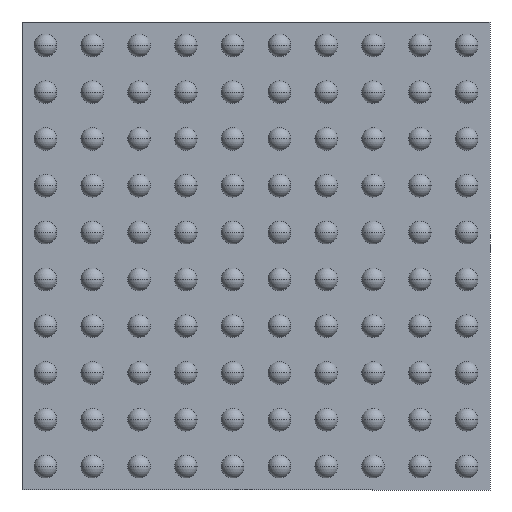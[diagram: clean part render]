
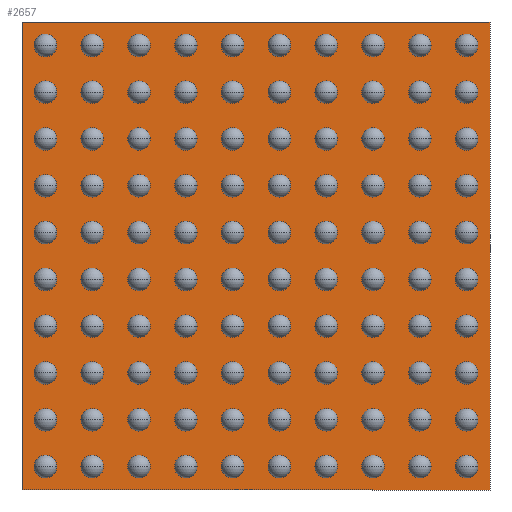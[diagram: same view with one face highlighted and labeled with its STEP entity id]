
A CAD part, front view. The second image highlights one B-rep face of the part: STEP entity #2657.
In plain terms, the highlighted planar face has unit normal (0, -1, 0).
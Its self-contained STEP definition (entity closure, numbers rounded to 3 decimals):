
#27 = DIRECTION ( 'NONE',  ( -1., 0., 0. ) ) ;
#294 = CARTESIAN_POINT ( 'NONE',  ( 4., 0.15, 4. ) ) ;
#394 = DIRECTION ( 'NONE',  ( 0., 0., -1. ) ) ;
#435 = LINE ( 'NONE', #6896, #3582 ) ;
#787 = CARTESIAN_POINT ( 'NONE',  ( 4., 0.15, 4. ) ) ;
#1028 = EDGE_CURVE ( 'NONE', #3493, #1852, #7381, .T. ) ;
#1057 = ORIENTED_EDGE ( 'NONE', *, *, #6974, .T. ) ;
#1137 = VECTOR ( 'NONE', #4537, 1000. ) ;
#1852 = VERTEX_POINT ( 'NONE', #7092 ) ;
#2030 = VECTOR ( 'NONE', #394, 1000. ) ;
#2361 = CARTESIAN_POINT ( 'NONE',  ( 0., 0.15, 0. ) ) ;
#2657 = ADVANCED_FACE ( 'NONE', ( #7461 ), #6096, .F. ) ;
#2703 = LINE ( 'NONE', #787, #1137 ) ;
#2847 = CARTESIAN_POINT ( 'NONE',  ( -4., 0.15, 4. ) ) ;
#3011 = DIRECTION ( 'NONE',  ( 0., 0., 1. ) ) ;
#3349 = EDGE_CURVE ( 'NONE', #5156, #3493, #6748, .T. ) ;
#3493 = VERTEX_POINT ( 'NONE', #7090 ) ;
#3582 = VECTOR ( 'NONE', #6841, 1000. ) ;
#3838 = CARTESIAN_POINT ( 'NONE',  ( 4., 0.15, -4. ) ) ;
#4537 = DIRECTION ( 'NONE',  ( 0., 0., 1. ) ) ;
#4556 = EDGE_LOOP ( 'NONE', ( #7488, #1057, #5375, #4704 ) ) ;
#4704 = ORIENTED_EDGE ( 'NONE', *, *, #3349, .T. ) ;
#5156 = VERTEX_POINT ( 'NONE', #294 ) ;
#5216 = AXIS2_PLACEMENT_3D ( 'NONE', #2361, #6716, #3011 ) ;
#5374 = EDGE_CURVE ( 'NONE', #5893, #5156, #2703, .T. ) ;
#5375 = ORIENTED_EDGE ( 'NONE', *, *, #5374, .T. ) ;
#5694 = CARTESIAN_POINT ( 'NONE',  ( 4., 0.15, 4. ) ) ;
#5893 = VERTEX_POINT ( 'NONE', #3838 ) ;
#6096 = PLANE ( 'NONE',  #5216 ) ;
#6170 = VECTOR ( 'NONE', #27, 1000. ) ;
#6716 = DIRECTION ( 'NONE',  ( 0., 1., 0. ) ) ;
#6748 = LINE ( 'NONE', #5694, #6170 ) ;
#6841 = DIRECTION ( 'NONE',  ( 1., 0., 0. ) ) ;
#6896 = CARTESIAN_POINT ( 'NONE',  ( 4., 0.15, -4. ) ) ;
#6974 = EDGE_CURVE ( 'NONE', #1852, #5893, #435, .T. ) ;
#7090 = CARTESIAN_POINT ( 'NONE',  ( -4., 0.15, 4. ) ) ;
#7092 = CARTESIAN_POINT ( 'NONE',  ( -4., 0.15, -4. ) ) ;
#7381 = LINE ( 'NONE', #2847, #2030 ) ;
#7461 = FACE_OUTER_BOUND ( 'NONE', #4556, .T. ) ;
#7488 = ORIENTED_EDGE ( 'NONE', *, *, #1028, .T. ) ;
